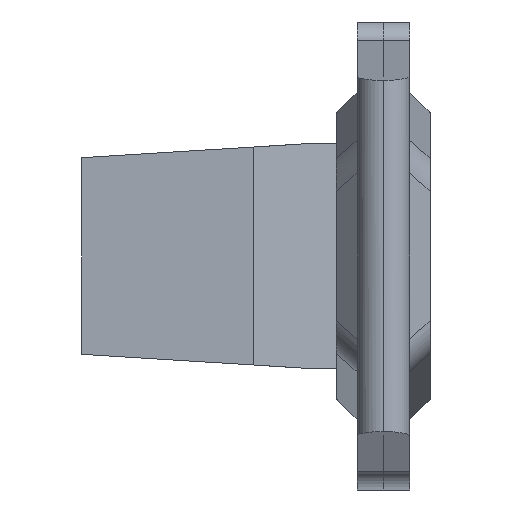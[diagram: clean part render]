
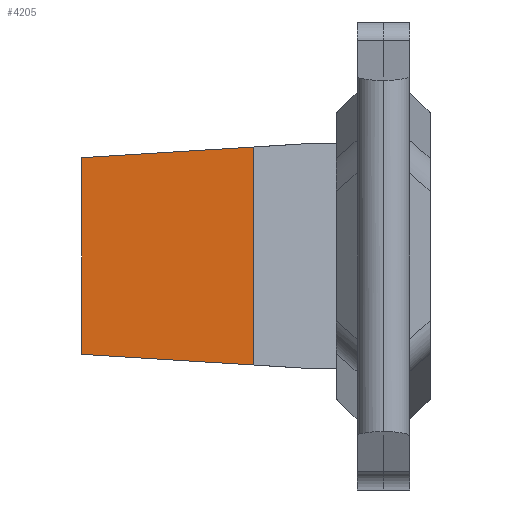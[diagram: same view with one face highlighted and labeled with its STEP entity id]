
A CAD part, left-side view. The second image highlights one B-rep face of the part: STEP entity #4205.
In plain terms, the highlighted planar face has unit normal (-1, 0, 0).
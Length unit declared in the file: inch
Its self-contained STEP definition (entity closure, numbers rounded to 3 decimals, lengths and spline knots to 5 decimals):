
#62 = ORIENTED_EDGE ( 'NONE', *, *, #2746, .T. ) ;
#270 = CARTESIAN_POINT ( 'NONE',  ( 1.7795, 0.322, 0.105 ) ) ;
#298 = LINE ( 'NONE', #3517, #1276 ) ;
#352 = VECTOR ( 'NONE', #1731, 39.37008 ) ;
#392 = EDGE_CURVE ( 'NONE', #4122, #1343, #3215, .T. ) ;
#634 = PLANE ( 'NONE',  #1687 ) ;
#853 = CARTESIAN_POINT ( 'NONE',  ( 1.7795, 0.33601, -0.10412 ) ) ;
#1005 = DIRECTION ( 'NONE',  ( 1., 0., 0. ) ) ;
#1255 = CARTESIAN_POINT ( 'NONE',  ( 1.7795, 0.13917, 0.12 ) ) ;
#1276 = VECTOR ( 'NONE', #2764, 39.37008 ) ;
#1341 = LINE ( 'NONE', #2486, #352 ) ;
#1343 = VERTEX_POINT ( 'NONE', #2752 ) ;
#1619 = VECTOR ( 'NONE', #1635, 39.37008 ) ;
#1635 = DIRECTION ( 'NONE',  ( 0., 0., -1. ) ) ;
#1687 = AXIS2_PLACEMENT_3D ( 'NONE', #2885, #1005, #3661 ) ;
#1731 = DIRECTION ( 'NONE',  ( 0., 0., -1. ) ) ;
#1991 = LINE ( 'NONE', #1255, #1619 ) ;
#2467 = DIRECTION ( 'NONE',  ( 0., -0.998, -0.062 ) ) ;
#2486 = CARTESIAN_POINT ( 'NONE',  ( 1.7795, 0.322, 0.12 ) ) ;
#2746 = EDGE_CURVE ( 'NONE', #3698, #3128, #298, .T. ) ;
#2752 = CARTESIAN_POINT ( 'NONE',  ( 1.7795, 0.13917, -0.11643 ) ) ;
#2764 = DIRECTION ( 'NONE',  ( 0., 0.998, -0.062 ) ) ;
#2885 = CARTESIAN_POINT ( 'NONE',  ( 1.7795, 0.322, 0.12 ) ) ;
#2911 = EDGE_CURVE ( 'NONE', #3128, #4122, #1341, .T. ) ;
#2938 = CARTESIAN_POINT ( 'NONE',  ( 1.7795, 0.13917, 0.11643 ) ) ;
#2975 = EDGE_LOOP ( 'NONE', ( #4418, #4781, #2994, #62 ) ) ;
#2994 = ORIENTED_EDGE ( 'NONE', *, *, #3521, .F. ) ;
#3096 = FACE_OUTER_BOUND ( 'NONE', #2975, .T. ) ;
#3128 = VERTEX_POINT ( 'NONE', #270 ) ;
#3199 = CARTESIAN_POINT ( 'NONE',  ( 1.7795, 0.322, -0.105 ) ) ;
#3215 = LINE ( 'NONE', #853, #4106 ) ;
#3517 = CARTESIAN_POINT ( 'NONE',  ( 1.7795, 0.32107, 0.10506 ) ) ;
#3521 = EDGE_CURVE ( 'NONE', #3698, #1343, #1991, .T. ) ;
#3661 = DIRECTION ( 'NONE',  ( 0., 0., -1. ) ) ;
#3698 = VERTEX_POINT ( 'NONE', #2938 ) ;
#4106 = VECTOR ( 'NONE', #2467, 39.37008 ) ;
#4122 = VERTEX_POINT ( 'NONE', #3199 ) ;
#4205 = ADVANCED_FACE ( 'NONE', ( #3096 ), #634, .F. ) ;
#4418 = ORIENTED_EDGE ( 'NONE', *, *, #2911, .T. ) ;
#4781 = ORIENTED_EDGE ( 'NONE', *, *, #392, .T. ) ;
